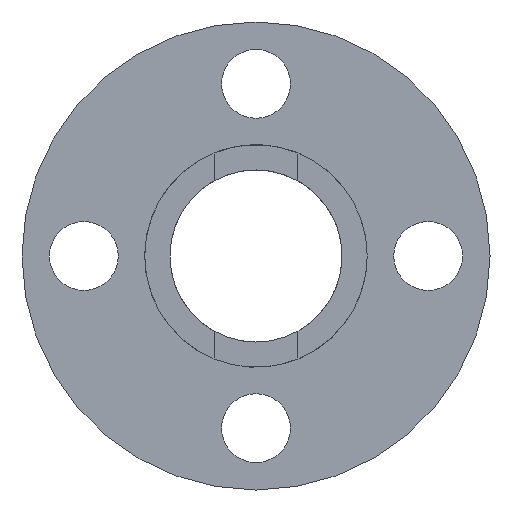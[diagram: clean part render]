
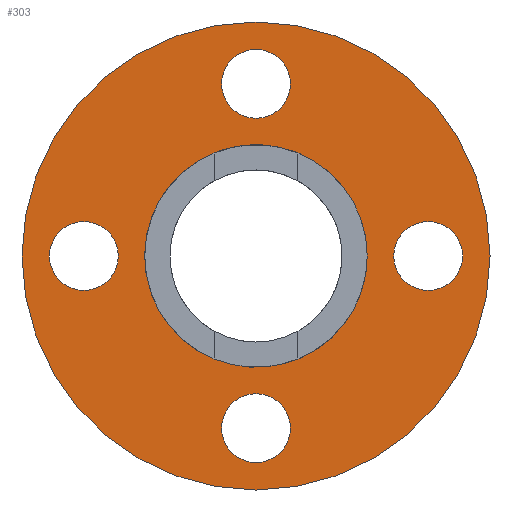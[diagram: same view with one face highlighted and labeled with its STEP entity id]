
A CAD part, front view. The second image highlights one B-rep face of the part: STEP entity #303.
In plain terms, the highlighted planar face has unit normal (0, -1, 0).
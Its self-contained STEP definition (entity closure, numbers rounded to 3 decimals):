
#22=FACE_BOUND('',#99,.T.);
#23=FACE_BOUND('',#100,.T.);
#24=FACE_BOUND('',#101,.T.);
#25=FACE_BOUND('',#102,.T.);
#26=FACE_BOUND('',#103,.T.);
#48=CIRCLE('',#331,5.17);
#49=CIRCLE('',#334,1.6);
#51=CIRCLE('',#337,1.6);
#53=CIRCLE('',#340,1.6);
#55=CIRCLE('',#343,1.6);
#58=CIRCLE('',#347,10.875);
#74=FACE_OUTER_BOUND('',#98,.T.);
#98=EDGE_LOOP('',(#266));
#99=EDGE_LOOP('',(#267));
#100=EDGE_LOOP('',(#268));
#101=EDGE_LOOP('',(#269));
#102=EDGE_LOOP('',(#270));
#103=EDGE_LOOP('',(#271));
#159=VERTEX_POINT('',#494);
#160=VERTEX_POINT('',#498);
#162=VERTEX_POINT('',#503);
#164=VERTEX_POINT('',#508);
#166=VERTEX_POINT('',#513);
#169=VERTEX_POINT('',#520);
#195=EDGE_CURVE('',#159,#159,#48,.T.);
#196=EDGE_CURVE('',#160,#160,#49,.T.);
#198=EDGE_CURVE('',#162,#162,#51,.T.);
#200=EDGE_CURVE('',#164,#164,#53,.T.);
#202=EDGE_CURVE('',#166,#166,#55,.T.);
#205=EDGE_CURVE('',#169,#169,#58,.T.);
#266=ORIENTED_EDGE('',*,*,#205,.T.);
#267=ORIENTED_EDGE('',*,*,#195,.T.);
#268=ORIENTED_EDGE('',*,*,#196,.T.);
#269=ORIENTED_EDGE('',*,*,#198,.T.);
#270=ORIENTED_EDGE('',*,*,#200,.T.);
#271=ORIENTED_EDGE('',*,*,#202,.T.);
#286=PLANE('',#348);
#303=ADVANCED_FACE('',(#74,#22,#23,#24,#25,#26),#286,.F.);
#331=AXIS2_PLACEMENT_3D('',#495,#404,#405);
#334=AXIS2_PLACEMENT_3D('',#499,#410,#411);
#337=AXIS2_PLACEMENT_3D('',#504,#416,#417);
#340=AXIS2_PLACEMENT_3D('',#509,#422,#423);
#343=AXIS2_PLACEMENT_3D('',#514,#428,#429);
#347=AXIS2_PLACEMENT_3D('',#521,#436,#437);
#348=AXIS2_PLACEMENT_3D('',#522,#438,#439);
#404=DIRECTION('center_axis',(0.,1.,0.));
#405=DIRECTION('ref_axis',(-1.,0.,0.));
#410=DIRECTION('center_axis',(0.,1.,0.));
#411=DIRECTION('ref_axis',(1.,0.,0.));
#416=DIRECTION('center_axis',(0.,1.,0.));
#417=DIRECTION('ref_axis',(1.,0.,0.));
#422=DIRECTION('center_axis',(0.,1.,0.));
#423=DIRECTION('ref_axis',(1.,0.,0.));
#428=DIRECTION('center_axis',(0.,1.,0.));
#429=DIRECTION('ref_axis',(1.,0.,0.));
#436=DIRECTION('center_axis',(0.,-1.,0.));
#437=DIRECTION('ref_axis',(1.,0.,0.));
#438=DIRECTION('center_axis',(0.,1.,0.));
#439=DIRECTION('ref_axis',(0.,0.,1.));
#494=CARTESIAN_POINT('',(5.17,0.,0.));
#495=CARTESIAN_POINT('Origin',(0.,0.,0.));
#498=CARTESIAN_POINT('',(6.4,0.,0.));
#499=CARTESIAN_POINT('Origin',(8.,0.,0.));
#503=CARTESIAN_POINT('',(-9.6,0.,0.));
#504=CARTESIAN_POINT('Origin',(-8.,0.,0.));
#508=CARTESIAN_POINT('',(-1.6,0.,8.));
#509=CARTESIAN_POINT('Origin',(0.,0.,8.));
#513=CARTESIAN_POINT('',(-1.6,0.,-8.));
#514=CARTESIAN_POINT('Origin',(0.,0.,-8.));
#520=CARTESIAN_POINT('',(-10.875,0.,0.));
#521=CARTESIAN_POINT('Origin',(0.,0.,0.));
#522=CARTESIAN_POINT('Origin',(0.,0.,0.));
